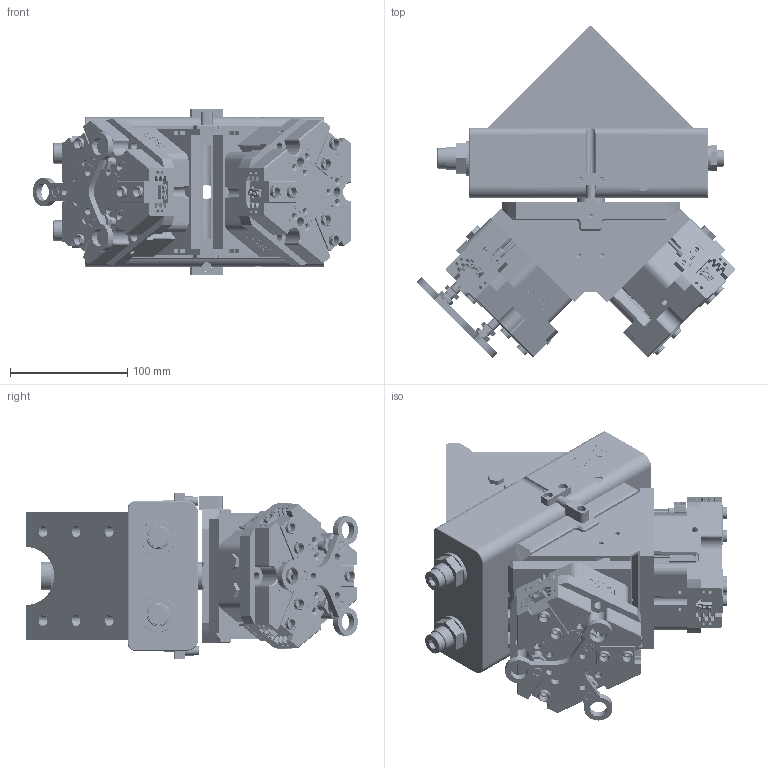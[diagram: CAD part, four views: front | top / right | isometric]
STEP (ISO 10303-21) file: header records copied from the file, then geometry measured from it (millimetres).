
FILE_DESCRIPTION (( 'STEP AP203' ), '1' );
FILE_NAME ('TG40-FZ70-125-180¡ã.STEP', '2025-04-08T01:34:34', ( 'USER-' ), ( 'Microsoft' ), 'SwSTEP 2.0', 'SolidWorks 2018', '' );
FILE_SCHEMA (( 'CONFIG_CONTROL_DESIGN' ));
Length unit declared in the file: millimetre
Products named in the file (56): ﾏ擎ﾗ10｡ﾁ8｡ﾁ6; TG40.sldasm-Part-12; TG40.sldasm-Part-27; TZT70-125-M-10 囀笢猾啣; 揤輸蚾饜极-2; M8情蹟譫; TG40.sldasm-Part-21; M14杶蚾; TG40.sldasm-Part-34; 棠羲換覜ん; TG40-FZ70-125-180°; TZT70-125-M-01褲极; 揤輸蚾饜极-1; TG40.sldasm-Part-26; TG40.sldasm-Part-9; 20241226-M4 M4換覜ん揤輸; TG40.sldasm-Part-19; 38x18-R5; TG40.sldasm-Part-6; 揤輸蚾饜极-5; 埴翐芛(GB_FASTENER_SCREWS_HSHCS M2X8-N); TG40.sldasm-Part-11; FZ70-125; 电容传感器8x23接近开关; TZT70-125-M-02 賑輸; TG40.sldasm-Part-8; -C30; TG40.sldasm-Part-35; TG40.sldasm-Part-7; TG40.sldasm-Part-20; TZT70-125-M-05 菁裔啣; TG40.sldasm-Part-41; 揤輸杅耀.sldasm-Part-9; TG40.sldasm-Part-28; 揤輸蚾饜极-4; TG40.sldasm-Part-37; TZT70-125-M-08 芢蹋; TG40; TG40.sldasm-Part-14; TG40.sldasm-Part-29 ...
Assembly tree (117 placements, depth 4):
  TG40-FZ70-125-180°
    TG40
      TG40.sldasm-Part-6
      TG40.sldasm-Part-7
      TG40.sldasm-Part-8
      TG40.sldasm-Part-9
      TG40.sldasm-Part-11
      TG40.sldasm-Part-12
      TG40.sldasm-Part-13
      TG40.sldasm-Part-14
      TG40.sldasm-Part-19
      TG40.sldasm-Part-20
      TG40.sldasm-Part-21
      TG40.sldasm-Part-22
      TG40.sldasm-Part-25
      TG40.sldasm-Part-26
      TG40.sldasm-Part-27
      TG40.sldasm-Part-28
      TG40.sldasm-Part-29
      TG40.sldasm-Part-34
      TG40.sldasm-Part-35
      TG40.sldasm-Part-37
      TG40.sldasm-Part-41
      TG40-M-12 茞癹弇傷裔
      M14杶蚾  x2
      M14-1.5-70蹟翐  x2
      TG40-M-02眻褒輸
      TG40-M-05遣喳傷裔
      38x18-R5
    蟀諉啣10  x2
    TG40.sldasm-Part-29  x4
    FZ70-125-C30
      揤輸蚾饜极-3
        内六角圆柱头螺钉[GBT70_1-2008][M2.5×8]  x2
        苤覜聆假蚾璃
      揤輸蚾饜极-4
        内六角圆柱头螺钉[GBT70_1-2008][M2.5×8]  x2
        苤覜聆假蚾璃
      揤輸蚾饜极-5
        内六角圆柱头螺钉[GBT70_1-2008][M2.5×8]  x2
        苤覜聆假蚾璃
      -C30
        TZT70-125-M-07 芢裝  x3
        TZT70-125-M-08 芢蹋
        M8情蹟譫  x6
      TZT70-125-M-01褲极
      TZT70-125-M-02 賑輸  x3
      TZT70-125-M-05 菁裔啣
      TZT70-125-M-06 笢猾啣
      TZT70-125-M-10 囀笢猾啣  x3
      电容传感器8x23接近开关  x2
      20241226-M4 M4換覜ん揤輸  x2
      棠羲換覜ん  x2
      ﾏ擎ﾗ10｡ﾁ8｡ﾁ6  x6
      25x10-R1.5
    FZ70-125
      揤輸蚾饜极
        揤輸杅耀.sldasm-Part-9
        埴翐芛(GB_FASTENER_SCREWS_HSHCS M2X8-N)  x2
      揤輸蚾饜极-1
Bounding box: 272.17 x 283.52 x 142 mm (x, y, z)
Volume: 4218565 mm3; surface area: 596873.4 mm2
Topology: 109 solids, 125 shells, 6124 faces, 15853 edges, 10144 vertices
Faces by surface type: plane 2939, cylinder 1433, bspline 913, cone 756, torus 83
Entity records: 112172 total; most frequent: CARTESIAN_POINT 33828, ORIENTED_EDGE 15152, DIRECTION 13714, EDGE_CURVE 7576, VERTEX_POINT 4914, LINE 4766, VECTOR 4766, AXIS2_PLACEMENT_3D 4474
